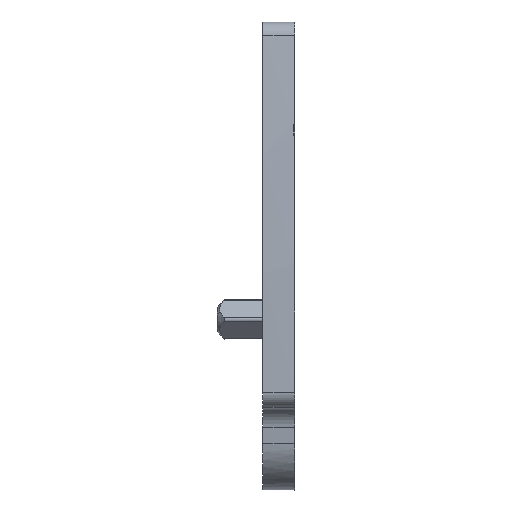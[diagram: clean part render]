
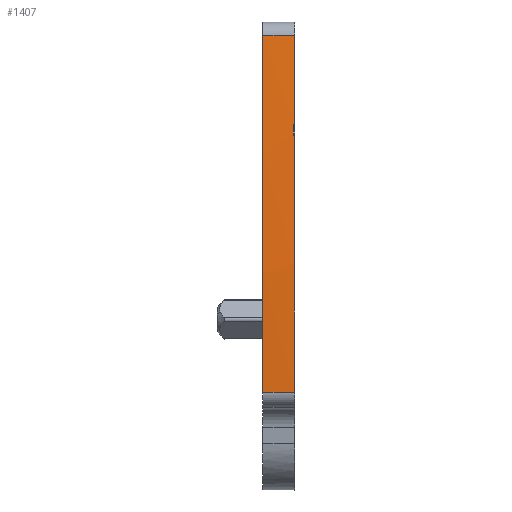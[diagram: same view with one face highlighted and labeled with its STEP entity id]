
A CAD part, front view. The second image highlights one B-rep face of the part: STEP entity #1407.
In plain terms, the highlighted cylindrical face has radius 154.9 mm (diameter 309.8 mm), a partial arc.
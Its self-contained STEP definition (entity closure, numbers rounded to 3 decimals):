
#972=AXIS2_PLACEMENT_3D('Circle Axis2P3D',#970,#971,$) ;
#1390=AXIS2_PLACEMENT_3D('Cylinder Axis2P3D',#1387,#1388,#1389) ;
#327=CARTESIAN_POINT('Vertex',(5.05,1.261,29.727)) ;
#368=CARTESIAN_POINT('Control Point',(5.05,0.625,23.9)) ;
#369=CARTESIAN_POINT('Control Point',(5.05,0.756,25.36)) ;
#370=CARTESIAN_POINT('Control Point',(5.05,0.906,26.818)) ;
#371=CARTESIAN_POINT('Control Point',(5.05,1.075,28.274)) ;
#372=CARTESIAN_POINT('Control Point',(5.05,1.261,29.727)) ;
#373=CARTESIAN_POINT('Vertex',(5.05,0.625,23.9)) ;
#408=CARTESIAN_POINT('Control Point',(5.05,0.042,6.377)) ;
#409=CARTESIAN_POINT('Control Point',(5.05,-0.036,9.744)) ;
#410=CARTESIAN_POINT('Control Point',(5.05,-0.024,13.113)) ;
#411=CARTESIAN_POINT('Control Point',(5.05,0.081,16.481)) ;
#412=CARTESIAN_POINT('Control Point',(5.05,0.276,19.844)) ;
#413=CARTESIAN_POINT('Control Point',(5.05,0.563,23.2)) ;
#414=CARTESIAN_POINT('Vertex',(5.05,0.563,23.2)) ;
#416=CARTESIAN_POINT('Vertex',(5.05,0.042,6.377)) ;
#967=CARTESIAN_POINT('Vertex',(3.,0.042,6.377)) ;
#970=CARTESIAN_POINT('Axis2P3D Location',(3.,154.9,10.)) ;
#974=CARTESIAN_POINT('Vertex',(3.,1.261,29.727)) ;
#1239=CARTESIAN_POINT('Control Point',(5.,0.563,23.2)) ;
#1240=CARTESIAN_POINT('Control Point',(5.,0.575,23.34)) ;
#1241=CARTESIAN_POINT('Control Point',(5.,0.588,23.48)) ;
#1242=CARTESIAN_POINT('Control Point',(5.,0.6,23.62)) ;
#1243=CARTESIAN_POINT('Control Point',(5.,0.612,23.76)) ;
#1244=CARTESIAN_POINT('Control Point',(5.,0.625,23.9)) ;
#1245=CARTESIAN_POINT('Vertex',(5.,0.625,23.9)) ;
#1247=CARTESIAN_POINT('Vertex',(5.,0.563,23.2)) ;
#1250=CARTESIAN_POINT('Line Origine',(5.05,0.563,23.2)) ;
#1263=CARTESIAN_POINT('Line Origine',(5.05,0.625,23.9)) ;
#1375=CARTESIAN_POINT('Line Origine',(4.05,1.261,29.727)) ;
#1387=CARTESIAN_POINT('Axis2P3D Location',(4.05,154.9,10.)) ;
#1392=CARTESIAN_POINT('Line Origine',(4.05,0.042,6.377)) ;
#971=DIRECTION('Axis2P3D Direction',(1.,0.,0.)) ;
#1251=DIRECTION('Vector Direction',(-1.,0.,0.)) ;
#1264=DIRECTION('Vector Direction',(-1.,0.,0.)) ;
#1376=DIRECTION('Vector Direction',(1.,0.,0.)) ;
#1388=DIRECTION('Axis2P3D Direction',(1.,0.,0.)) ;
#1389=DIRECTION('Axis2P3D XDirection',(0.,-0.992,0.127)) ;
#1393=DIRECTION('Vector Direction',(1.,0.,0.)) ;
#1252=VECTOR('Line Direction',#1251,1.) ;
#1265=VECTOR('Line Direction',#1264,1.) ;
#1377=VECTOR('Line Direction',#1376,1.) ;
#1394=VECTOR('Line Direction',#1393,1.) ;
#1398=ORIENTED_EDGE('',*,*,#418,.F.) ;
#1399=ORIENTED_EDGE('',*,*,#1254,.T.) ;
#1400=ORIENTED_EDGE('',*,*,#1249,.F.) ;
#1401=ORIENTED_EDGE('',*,*,#1267,.F.) ;
#1402=ORIENTED_EDGE('',*,*,#375,.F.) ;
#1403=ORIENTED_EDGE('',*,*,#1379,.F.) ;
#1404=ORIENTED_EDGE('',*,*,#976,.T.) ;
#1405=ORIENTED_EDGE('',*,*,#1396,.T.) ;
#1407=ADVANCED_FACE('72497_ASEP_2C_2-5',(#1406),#1391,.T.) ;
#367=B_SPLINE_CURVE_WITH_KNOTS('',4,(#368,#369,#370,#371,#372),.UNSPECIFIED.,.F.,.U.,(5,5),(6.038,11.9),.UNSPECIFIED.) ;
#407=B_SPLINE_CURVE_WITH_KNOTS('',5,(#408,#409,#410,#411,#412,#413),.UNSPECIFIED.,.F.,.U.,(6,6),(178.775,195.615),.UNSPECIFIED.) ;
#1238=B_SPLINE_CURVE_WITH_KNOTS('',5,(#1239,#1240,#1241,#1242,#1243,#1244),.UNSPECIFIED.,.F.,.U.,(6,6),(14.093,14.795),.UNSPECIFIED.) ;
#973=CIRCLE('generated circle',#972,154.9) ;
#1391=CYLINDRICAL_SURFACE('generated cylinder',#1390,154.9) ;
#375=EDGE_CURVE('',#328,#374,#367,.F.) ;
#418=EDGE_CURVE('',#415,#417,#407,.F.) ;
#976=EDGE_CURVE('',#975,#968,#973,.T.) ;
#1249=EDGE_CURVE('',#1246,#1248,#1238,.F.) ;
#1254=EDGE_CURVE('',#415,#1248,#1253,.T.) ;
#1267=EDGE_CURVE('',#374,#1246,#1266,.T.) ;
#1379=EDGE_CURVE('',#975,#328,#1378,.T.) ;
#1396=EDGE_CURVE('',#968,#417,#1395,.T.) ;
#1397=EDGE_LOOP('',(#1398,#1399,#1400,#1401,#1402,#1403,#1404,#1405)) ;
#1406=FACE_OUTER_BOUND('',#1397,.T.) ;
#1253=LINE('Line',#1250,#1252) ;
#1266=LINE('Line',#1263,#1265) ;
#1378=LINE('Line',#1375,#1377) ;
#1395=LINE('Line',#1392,#1394) ;
#328=VERTEX_POINT('',#327) ;
#374=VERTEX_POINT('',#373) ;
#415=VERTEX_POINT('',#414) ;
#417=VERTEX_POINT('',#416) ;
#968=VERTEX_POINT('',#967) ;
#975=VERTEX_POINT('',#974) ;
#1246=VERTEX_POINT('',#1245) ;
#1248=VERTEX_POINT('',#1247) ;
